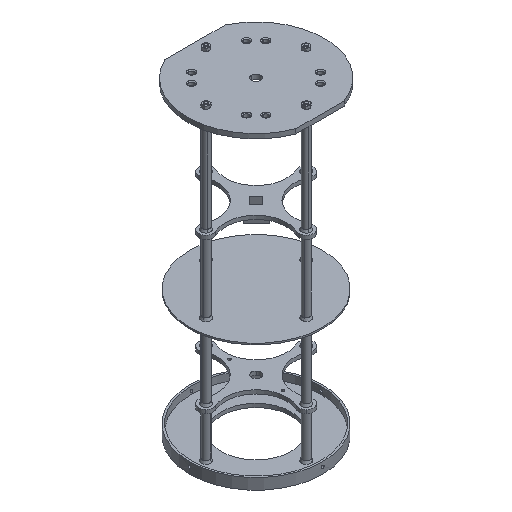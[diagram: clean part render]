
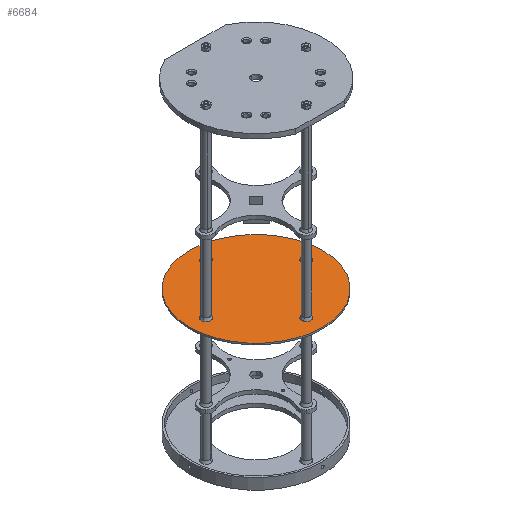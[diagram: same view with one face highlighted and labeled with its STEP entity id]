
A CAD part, isometric view. The second image highlights one B-rep face of the part: STEP entity #6684.
In plain terms, the highlighted face is planar.
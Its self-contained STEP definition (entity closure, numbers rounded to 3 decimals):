
#108 = CIRCLE ( 'NONE', #1824, 2. ) ;
#149 = AXIS2_PLACEMENT_3D ( 'NONE', #8405, #195, #4846 ) ;
#178 = DIRECTION ( 'NONE',  ( 0., 1., 0. ) ) ;
#195 = DIRECTION ( 'NONE',  ( 0., 1., 0. ) ) ;
#299 = EDGE_CURVE ( 'NONE', #6694, #6375, #5463, .T. ) ;
#416 = EDGE_CURVE ( 'NONE', #3982, #3160, #3153, .T. ) ;
#432 = CARTESIAN_POINT ( 'NONE',  ( 0., 0., -73. ) ) ;
#622 = DIRECTION ( 'NONE',  ( 0., 1., 0. ) ) ;
#754 = CARTESIAN_POINT ( 'NONE',  ( -55., 0., 2. ) ) ;
#874 = AXIS2_PLACEMENT_3D ( 'NONE', #6222, #4848, #5649 ) ;
#885 = CARTESIAN_POINT ( 'NONE',  ( 0., 0., 0. ) ) ;
#926 = CARTESIAN_POINT ( 'NONE',  ( 0., 0., -53. ) ) ;
#1126 = DIRECTION ( 'NONE',  ( 0., 0., 1. ) ) ;
#1219 = AXIS2_PLACEMENT_3D ( 'NONE', #4157, #178, #2852 ) ;
#1372 = CIRCLE ( 'NONE', #1814, 2. ) ;
#1535 = VERTEX_POINT ( 'NONE', #432 ) ;
#1601 = CARTESIAN_POINT ( 'NONE',  ( 0., 0., 0. ) ) ;
#1720 = CIRCLE ( 'NONE', #149, 73. ) ;
#1740 = CARTESIAN_POINT ( 'NONE',  ( -55., 0., -2. ) ) ;
#1814 = AXIS2_PLACEMENT_3D ( 'NONE', #4399, #3918, #1126 ) ;
#1824 = AXIS2_PLACEMENT_3D ( 'NONE', #5610, #2917, #8291 ) ;
#1930 = ORIENTED_EDGE ( 'NONE', *, *, #4490, .T. ) ;
#1975 = EDGE_CURVE ( 'NONE', #5553, #7440, #4880, .T. ) ;
#2070 = CIRCLE ( 'NONE', #1219, 2. ) ;
#2071 = EDGE_LOOP ( 'NONE', ( #1930, #8018 ) ) ;
#2135 = FACE_BOUND ( 'NONE', #6615, .T. ) ;
#2221 = DIRECTION ( 'NONE',  ( 0., 0., 1. ) ) ;
#2480 = ORIENTED_EDGE ( 'NONE', *, *, #1975, .T. ) ;
#2548 = DIRECTION ( 'NONE',  ( 0., 0., 1. ) ) ;
#2634 = DIRECTION ( 'NONE',  ( 0., 0., 1. ) ) ;
#2656 = DIRECTION ( 'NONE',  ( 0., 0., 1. ) ) ;
#2803 = FACE_OUTER_BOUND ( 'NONE', #3311, .T. ) ;
#2852 = DIRECTION ( 'NONE',  ( 0., 0., 1. ) ) ;
#2917 = DIRECTION ( 'NONE',  ( 0., 1., 0. ) ) ;
#2950 = ORIENTED_EDGE ( 'NONE', *, *, #416, .T. ) ;
#3153 = CIRCLE ( 'NONE', #874, 2. ) ;
#3154 = CARTESIAN_POINT ( 'NONE',  ( 0., 0., 57. ) ) ;
#3160 = VERTEX_POINT ( 'NONE', #3154 ) ;
#3311 = EDGE_LOOP ( 'NONE', ( #6916, #8352 ) ) ;
#3656 = EDGE_CURVE ( 'NONE', #7440, #5553, #108, .T. ) ;
#3914 = AXIS2_PLACEMENT_3D ( 'NONE', #7925, #8640, #2634 ) ;
#3918 = DIRECTION ( 'NONE',  ( 0., 1., 0. ) ) ;
#3982 = VERTEX_POINT ( 'NONE', #8190 ) ;
#4114 = DIRECTION ( 'NONE',  ( 0., 1., 0. ) ) ;
#4157 = CARTESIAN_POINT ( 'NONE',  ( 0., 0., -55. ) ) ;
#4204 = AXIS2_PLACEMENT_3D ( 'NONE', #1601, #4788, #8261 ) ;
#4241 = CARTESIAN_POINT ( 'NONE',  ( -55., 0., 0. ) ) ;
#4282 = DIRECTION ( 'NONE',  ( 0., 0., 1. ) ) ;
#4399 = CARTESIAN_POINT ( 'NONE',  ( 0., 0., -55. ) ) ;
#4490 = EDGE_CURVE ( 'NONE', #7734, #8618, #2070, .T. ) ;
#4757 = CARTESIAN_POINT ( 'NONE',  ( 55., 0., -2. ) ) ;
#4787 = FACE_BOUND ( 'NONE', #6271, .T. ) ;
#4788 = DIRECTION ( 'NONE',  ( 0., 1., 0. ) ) ;
#4846 = DIRECTION ( 'NONE',  ( 0., 0., 1. ) ) ;
#4848 = DIRECTION ( 'NONE',  ( 0., 1., 0. ) ) ;
#4880 = CIRCLE ( 'NONE', #6844, 2. ) ;
#4997 = EDGE_CURVE ( 'NONE', #3160, #3982, #7713, .T. ) ;
#5001 = ORIENTED_EDGE ( 'NONE', *, *, #3656, .T. ) ;
#5277 = CARTESIAN_POINT ( 'NONE',  ( 55., 0., 0. ) ) ;
#5463 = CIRCLE ( 'NONE', #6601, 2. ) ;
#5553 = VERTEX_POINT ( 'NONE', #4757 ) ;
#5600 = CIRCLE ( 'NONE', #7709, 2. ) ;
#5610 = CARTESIAN_POINT ( 'NONE',  ( 55., 0., 0. ) ) ;
#5649 = DIRECTION ( 'NONE',  ( 0., 0., 1. ) ) ;
#6092 = DIRECTION ( 'NONE',  ( 0., 1., 0. ) ) ;
#6132 = ORIENTED_EDGE ( 'NONE', *, *, #4997, .T. ) ;
#6197 = EDGE_LOOP ( 'NONE', ( #5001, #2480 ) ) ;
#6222 = CARTESIAN_POINT ( 'NONE',  ( 0., 0., 55. ) ) ;
#6246 = EDGE_CURVE ( 'NONE', #7096, #1535, #8013, .T. ) ;
#6248 = CARTESIAN_POINT ( 'NONE',  ( 55., 0., 2. ) ) ;
#6271 = EDGE_LOOP ( 'NONE', ( #6132, #2950 ) ) ;
#6375 = VERTEX_POINT ( 'NONE', #1740 ) ;
#6601 = AXIS2_PLACEMENT_3D ( 'NONE', #8696, #6092, #2656 ) ;
#6615 = EDGE_LOOP ( 'NONE', ( #8035, #8606 ) ) ;
#6684 = ADVANCED_FACE ( 'NONE', ( #6849, #6807, #2135, #4787, #2803 ), #7604, .F. ) ;
#6694 = VERTEX_POINT ( 'NONE', #754 ) ;
#6807 = FACE_BOUND ( 'NONE', #6197, .T. ) ;
#6844 = AXIS2_PLACEMENT_3D ( 'NONE', #5277, #622, #2548 ) ;
#6849 = FACE_BOUND ( 'NONE', #2071, .T. ) ;
#6871 = AXIS2_PLACEMENT_3D ( 'NONE', #885, #4114, #2221 ) ;
#6891 = DIRECTION ( 'NONE',  ( 0., 1., 0. ) ) ;
#6916 = ORIENTED_EDGE ( 'NONE', *, *, #8578, .F. ) ;
#7030 = EDGE_CURVE ( 'NONE', #8618, #7734, #1372, .T. ) ;
#7091 = CARTESIAN_POINT ( 'NONE',  ( 0., 0., 73. ) ) ;
#7096 = VERTEX_POINT ( 'NONE', #7091 ) ;
#7440 = VERTEX_POINT ( 'NONE', #6248 ) ;
#7604 = PLANE ( 'NONE',  #6871 ) ;
#7709 = AXIS2_PLACEMENT_3D ( 'NONE', #4241, #6891, #4282 ) ;
#7713 = CIRCLE ( 'NONE', #3914, 2. ) ;
#7734 = VERTEX_POINT ( 'NONE', #926 ) ;
#7803 = EDGE_CURVE ( 'NONE', #6375, #6694, #5600, .T. ) ;
#7925 = CARTESIAN_POINT ( 'NONE',  ( 0., 0., 55. ) ) ;
#8013 = CIRCLE ( 'NONE', #4204, 73. ) ;
#8018 = ORIENTED_EDGE ( 'NONE', *, *, #7030, .T. ) ;
#8035 = ORIENTED_EDGE ( 'NONE', *, *, #299, .T. ) ;
#8190 = CARTESIAN_POINT ( 'NONE',  ( 0., 0., 53. ) ) ;
#8261 = DIRECTION ( 'NONE',  ( 0., 0., 1. ) ) ;
#8291 = DIRECTION ( 'NONE',  ( 0., 0., 1. ) ) ;
#8352 = ORIENTED_EDGE ( 'NONE', *, *, #6246, .F. ) ;
#8405 = CARTESIAN_POINT ( 'NONE',  ( 0., 0., 0. ) ) ;
#8578 = EDGE_CURVE ( 'NONE', #1535, #7096, #1720, .T. ) ;
#8595 = CARTESIAN_POINT ( 'NONE',  ( 0., 0., -57. ) ) ;
#8606 = ORIENTED_EDGE ( 'NONE', *, *, #7803, .T. ) ;
#8618 = VERTEX_POINT ( 'NONE', #8595 ) ;
#8640 = DIRECTION ( 'NONE',  ( 0., 1., 0. ) ) ;
#8696 = CARTESIAN_POINT ( 'NONE',  ( -55., 0., 0. ) ) ;
